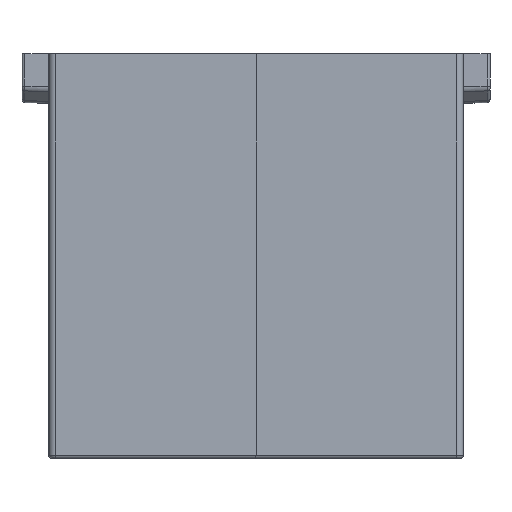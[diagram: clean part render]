
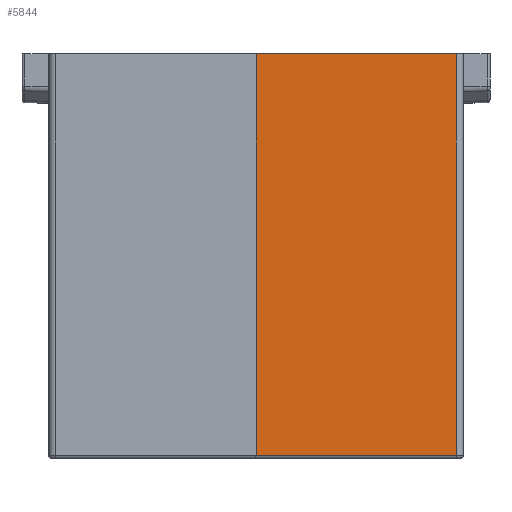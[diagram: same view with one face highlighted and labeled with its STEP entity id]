
A CAD part, left-side view. The second image highlights one B-rep face of the part: STEP entity #5844.
In plain terms, the highlighted planar face has unit normal (-1, -0.004, 0).
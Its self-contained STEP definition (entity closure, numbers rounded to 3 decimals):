
#2590=LINE('',#31669,#4022);
#2915=LINE('',#33837,#4347);
#2979=LINE('',#34401,#4411);
#2980=LINE('',#34403,#4412);
#4022=VECTOR('',#24017,1.);
#4347=VECTOR('',#25876,1.);
#4411=VECTOR('',#26110,1.);
#4412=VECTOR('',#26113,1.);
#5844=ADVANCED_FACE('',(#7338),#6643,.T.);
#6643=PLANE('',#22253);
#7338=FACE_OUTER_BOUND('',#8594,.T.);
#8594=EDGE_LOOP('',(#11525,#11526,#11527,#11528));
#11525=ORIENTED_EDGE('',*,*,#18956,.T.);
#11526=ORIENTED_EDGE('',*,*,#17984,.F.);
#11527=ORIENTED_EDGE('',*,*,#18957,.F.);
#11528=ORIENTED_EDGE('',*,*,#18821,.F.);
#15896=VERTEX_POINT('',#31668);
#15897=VERTEX_POINT('',#31670);
#16411=VERTEX_POINT('',#33834);
#16412=VERTEX_POINT('',#33838);
#17984=EDGE_CURVE('',#15896,#15897,#2590,.T.);
#18821=EDGE_CURVE('',#16411,#16412,#2915,.T.);
#18956=EDGE_CURVE('',#16411,#15897,#2979,.T.);
#18957=EDGE_CURVE('',#16412,#15896,#2980,.T.);
#22253=AXIS2_PLACEMENT_3D('',#34404,#26114,#26115);
#24017=DIRECTION('',(0.003,-1.,0.));
#25876=DIRECTION('',(-0.003,1.,0.));
#26110=DIRECTION('',(0.,0.,1.));
#26113=DIRECTION('',(0.,0.,1.));
#26114=DIRECTION('',(-1.,-0.003,0.));
#26115=DIRECTION('',(0.,0.,1.));
#31668=CARTESIAN_POINT('',(-6.903,34.423,81.034));
#31669=CARTESIAN_POINT('',(-6.903,34.423,81.034));
#31670=CARTESIAN_POINT('',(-6.852,19.771,81.034));
#33834=CARTESIAN_POINT('',(-6.852,19.771,51.684));
#33837=CARTESIAN_POINT('',(-6.852,19.771,51.684));
#33838=CARTESIAN_POINT('',(-6.903,34.423,51.684));
#34401=CARTESIAN_POINT('',(-6.852,19.771,51.684));
#34403=CARTESIAN_POINT('',(-6.903,34.423,51.684));
#34404=CARTESIAN_POINT('',(-6.903,34.423,51.484));
